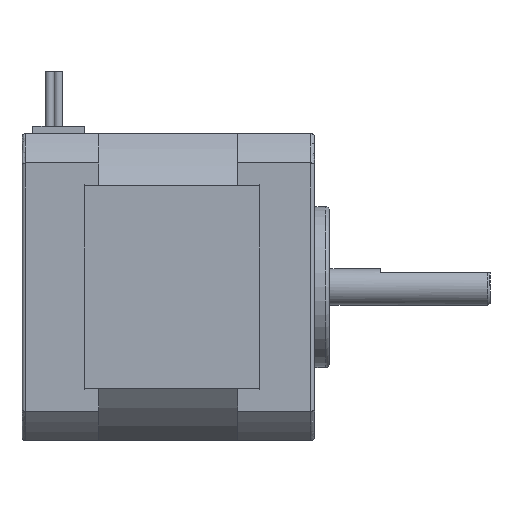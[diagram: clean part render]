
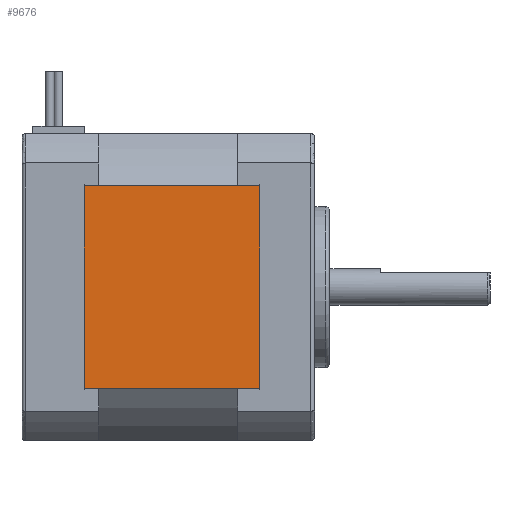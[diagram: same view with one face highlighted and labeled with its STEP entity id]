
A CAD part, left-side view. The second image highlights one B-rep face of the part: STEP entity #9676.
In plain terms, the highlighted planar face has unit normal (-1, 0, 0).
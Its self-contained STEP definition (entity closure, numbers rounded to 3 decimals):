
#8854 = PLANE('',#8855);
#8855 = AXIS2_PLACEMENT_3D('',#8856,#8857,#8858);
#8856 = CARTESIAN_POINT('',(0.,24.,0.));
#8857 = DIRECTION('',(0.,1.,0.));
#8858 = DIRECTION('',(0.,0.,1.));
#8882 = CYLINDRICAL_SURFACE('',#8883,25.15);
#8883 = AXIS2_PLACEMENT_3D('',#8884,#8885,#8886);
#8884 = CARTESIAN_POINT('',(0.,0.,0.));
#8885 = DIRECTION('',(0.,-1.,0.));
#8886 = DIRECTION('',(1.,0.,0.));
#8908 = PLANE('',#8909);
#8909 = AXIS2_PLACEMENT_3D('',#8910,#8911,#8912);
#8910 = CARTESIAN_POINT('',(0.,0.,0.));
#8911 = DIRECTION('',(0.,1.,0.));
#8912 = DIRECTION('',(0.,0.,1.));
#9003 = VERTEX_POINT('',#9004);
#9004 = CARTESIAN_POINT('',(-21.,24.,-13.839));
#9026 = EDGE_CURVE('',#9027,#9003,#9029,.T.);
#9027 = VERTEX_POINT('',#9028);
#9028 = CARTESIAN_POINT('',(-21.,0.,-13.839));
#9029 = SURFACE_CURVE('',#9030,(#9034,#9041),.PCURVE_S1.);
#9030 = LINE('',#9031,#9032);
#9031 = CARTESIAN_POINT('',(-21.,0.,-13.839));
#9032 = VECTOR('',#9033,1.);
#9033 = DIRECTION('',(0.,1.,0.));
#9034 = PCURVE('',#8882,#9035);
#9035 = DEFINITIONAL_REPRESENTATION('',(#9036),#9040);
#9036 = LINE('',#9037,#9038);
#9037 = CARTESIAN_POINT('',(-2.559,0.));
#9038 = VECTOR('',#9039,1.);
#9039 = DIRECTION('',(-0.,-1.));
#9040 = ( GEOMETRIC_REPRESENTATION_CONTEXT(2) 
PARAMETRIC_REPRESENTATION_CONTEXT() REPRESENTATION_CONTEXT('2D SPACE',''
  ) );
#9041 = PCURVE('',#9042,#9047);
#9042 = PLANE('',#9043);
#9043 = AXIS2_PLACEMENT_3D('',#9044,#9045,#9046);
#9044 = CARTESIAN_POINT('',(-21.,0.,-13.839));
#9045 = DIRECTION('',(1.,0.,0.));
#9046 = DIRECTION('',(0.,0.,1.));
#9047 = DEFINITIONAL_REPRESENTATION('',(#9048),#9052);
#9048 = LINE('',#9049,#9050);
#9049 = CARTESIAN_POINT('',(0.,0.));
#9050 = VECTOR('',#9051,1.);
#9051 = DIRECTION('',(0.,-1.));
#9052 = ( GEOMETRIC_REPRESENTATION_CONTEXT(2) 
PARAMETRIC_REPRESENTATION_CONTEXT() REPRESENTATION_CONTEXT('2D SPACE',''
  ) );
#9081 = EDGE_CURVE('',#9027,#9082,#9084,.T.);
#9082 = VERTEX_POINT('',#9083);
#9083 = CARTESIAN_POINT('',(-21.,0.,13.839));
#9084 = SURFACE_CURVE('',#9085,(#9089,#9096),.PCURVE_S1.);
#9085 = LINE('',#9086,#9087);
#9086 = CARTESIAN_POINT('',(-21.,0.,-13.839));
#9087 = VECTOR('',#9088,1.);
#9088 = DIRECTION('',(0.,0.,1.));
#9089 = PCURVE('',#8908,#9090);
#9090 = DEFINITIONAL_REPRESENTATION('',(#9091),#9095);
#9091 = LINE('',#9092,#9093);
#9092 = CARTESIAN_POINT('',(-13.839,-21.));
#9093 = VECTOR('',#9094,1.);
#9094 = DIRECTION('',(1.,0.));
#9095 = ( GEOMETRIC_REPRESENTATION_CONTEXT(2) 
PARAMETRIC_REPRESENTATION_CONTEXT() REPRESENTATION_CONTEXT('2D SPACE',''
  ) );
#9096 = PCURVE('',#9042,#9097);
#9097 = DEFINITIONAL_REPRESENTATION('',(#9098),#9102);
#9098 = LINE('',#9099,#9100);
#9099 = CARTESIAN_POINT('',(0.,0.));
#9100 = VECTOR('',#9101,1.);
#9101 = DIRECTION('',(1.,0.));
#9102 = ( GEOMETRIC_REPRESENTATION_CONTEXT(2) 
PARAMETRIC_REPRESENTATION_CONTEXT() REPRESENTATION_CONTEXT('2D SPACE',''
  ) );
#9121 = CYLINDRICAL_SURFACE('',#9122,25.15);
#9122 = AXIS2_PLACEMENT_3D('',#9123,#9124,#9125);
#9123 = CARTESIAN_POINT('',(0.,0.,0.));
#9124 = DIRECTION('',(0.,-1.,0.));
#9125 = DIRECTION('',(1.,0.,0.));
#9388 = EDGE_CURVE('',#9003,#9389,#9391,.T.);
#9389 = VERTEX_POINT('',#9390);
#9390 = CARTESIAN_POINT('',(-21.,24.,13.839));
#9391 = SURFACE_CURVE('',#9392,(#9396,#9403),.PCURVE_S1.);
#9392 = LINE('',#9393,#9394);
#9393 = CARTESIAN_POINT('',(-21.,24.,-13.839));
#9394 = VECTOR('',#9395,1.);
#9395 = DIRECTION('',(0.,0.,1.));
#9396 = PCURVE('',#8854,#9397);
#9397 = DEFINITIONAL_REPRESENTATION('',(#9398),#9402);
#9398 = LINE('',#9399,#9400);
#9399 = CARTESIAN_POINT('',(-13.839,-21.));
#9400 = VECTOR('',#9401,1.);
#9401 = DIRECTION('',(1.,0.));
#9402 = ( GEOMETRIC_REPRESENTATION_CONTEXT(2) 
PARAMETRIC_REPRESENTATION_CONTEXT() REPRESENTATION_CONTEXT('2D SPACE',''
  ) );
#9403 = PCURVE('',#9042,#9404);
#9404 = DEFINITIONAL_REPRESENTATION('',(#9405),#9409);
#9405 = LINE('',#9406,#9407);
#9406 = CARTESIAN_POINT('',(0.,-24.));
#9407 = VECTOR('',#9408,1.);
#9408 = DIRECTION('',(1.,0.));
#9409 = ( GEOMETRIC_REPRESENTATION_CONTEXT(2) 
PARAMETRIC_REPRESENTATION_CONTEXT() REPRESENTATION_CONTEXT('2D SPACE',''
  ) );
#9676 = ADVANCED_FACE('',(#9677),#9042,.F.);
#9677 = FACE_BOUND('',#9678,.F.);
#9678 = EDGE_LOOP('',(#9679,#9680,#9681,#9702));
#9679 = ORIENTED_EDGE('',*,*,#9026,.T.);
#9680 = ORIENTED_EDGE('',*,*,#9388,.T.);
#9681 = ORIENTED_EDGE('',*,*,#9682,.F.);
#9682 = EDGE_CURVE('',#9082,#9389,#9683,.T.);
#9683 = SURFACE_CURVE('',#9684,(#9688,#9695),.PCURVE_S1.);
#9684 = LINE('',#9685,#9686);
#9685 = CARTESIAN_POINT('',(-21.,0.,13.839));
#9686 = VECTOR('',#9687,1.);
#9687 = DIRECTION('',(0.,1.,0.));
#9688 = PCURVE('',#9042,#9689);
#9689 = DEFINITIONAL_REPRESENTATION('',(#9690),#9694);
#9690 = LINE('',#9691,#9692);
#9691 = CARTESIAN_POINT('',(27.678,0.));
#9692 = VECTOR('',#9693,1.);
#9693 = DIRECTION('',(0.,-1.));
#9694 = ( GEOMETRIC_REPRESENTATION_CONTEXT(2) 
PARAMETRIC_REPRESENTATION_CONTEXT() REPRESENTATION_CONTEXT('2D SPACE',''
  ) );
#9695 = PCURVE('',#9121,#9696);
#9696 = DEFINITIONAL_REPRESENTATION('',(#9697),#9701);
#9697 = LINE('',#9698,#9699);
#9698 = CARTESIAN_POINT('',(-3.724,0.));
#9699 = VECTOR('',#9700,1.);
#9700 = DIRECTION('',(-0.,-1.));
#9701 = ( GEOMETRIC_REPRESENTATION_CONTEXT(2) 
PARAMETRIC_REPRESENTATION_CONTEXT() REPRESENTATION_CONTEXT('2D SPACE',''
  ) );
#9702 = ORIENTED_EDGE('',*,*,#9081,.F.);
